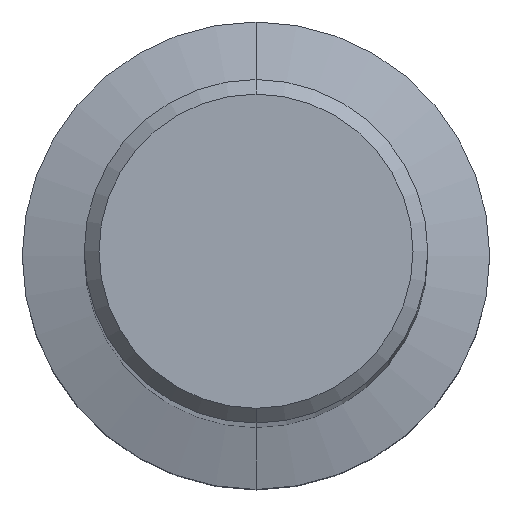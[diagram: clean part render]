
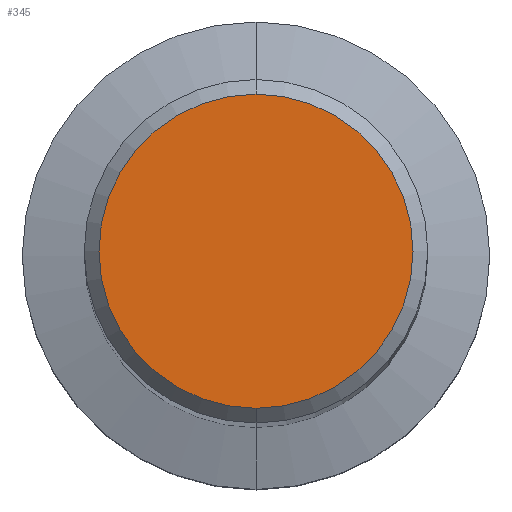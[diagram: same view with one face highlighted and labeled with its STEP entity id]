
A CAD part, top view. The second image highlights one B-rep face of the part: STEP entity #345.
In plain terms, the highlighted planar face has unit normal (0, 0, 1).
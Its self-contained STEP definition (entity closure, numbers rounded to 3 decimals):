
#281=VERTEX_POINT('',#642);
#345=ADVANCED_FACE('',(#715),#716,.T.);
#371=VERTEX_POINT('',#744);
#377=EDGE_CURVE('',#371,#281,#751,.T.);
#487=EDGE_CURVE('',#281,#371,#875,.T.);
#642=CARTESIAN_POINT('',(0.,-6.4,0.0));
#715=FACE_OUTER_BOUND('',#1334,.T.);
#716=PLANE('',#1335);
#744=CARTESIAN_POINT('',(0.0,6.4,0.0));
#751=CIRCLE('',#1416,6.4);
#875=CIRCLE('',#1636,6.4);
#1334=EDGE_LOOP('',(#1879,#1880));
#1335=AXIS2_PLACEMENT_3D('',#1881,#1882,#1883);
#1416=AXIS2_PLACEMENT_3D('',#1917,#1918,#1919);
#1636=AXIS2_PLACEMENT_3D('',#2078,#2079,#2080);
#1879=ORIENTED_EDGE('',*,*,#377,.F.);
#1880=ORIENTED_EDGE('',*,*,#487,.F.);
#1881=CARTESIAN_POINT('',(0.0,3.2,0.0));
#1882=DIRECTION('',(-0.0,0.0,1.0));
#1883=DIRECTION('',(0.0,-1.0,0.0));
#1917=CARTESIAN_POINT('',(0.0,0.0,0.0));
#1918=DIRECTION('',(0.0,0.0,-1.0));
#1919=DIRECTION('',(0.0,1.0,0.0));
#2078=CARTESIAN_POINT('',(0.0,0.0,0.0));
#2079=DIRECTION('',(0.0,0.0,-1.0));
#2080=DIRECTION('',(0.0,1.0,0.0));
